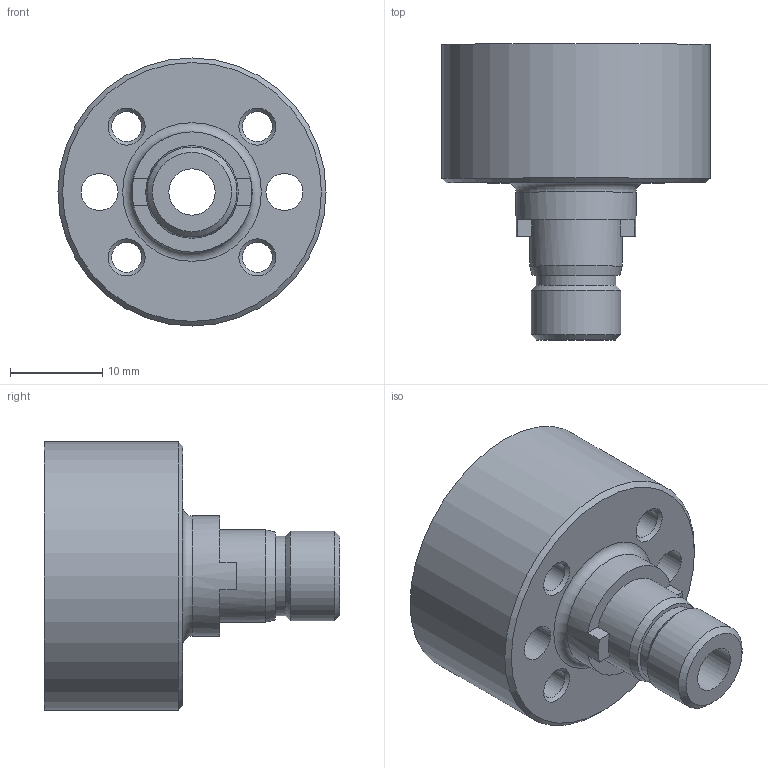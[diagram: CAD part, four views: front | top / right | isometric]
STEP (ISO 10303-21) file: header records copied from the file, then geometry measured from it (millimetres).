
FILE_DESCRIPTION(/* description */ ('STEP AP214'),/* implementation_level */ '2;1');
FILE_NAME(/* name */ '555424_DADG-AK-65',/* time_stamp */ '2024-08-12T16:34:29+02:00',/* author */ ('License CC BY-ND 4.0'),/* organization */ ('CADENAS'),/* preprocessor_version */ 'ST-DEVELOPER v19.3',/* originating_system */ 'PARTsolutions',/* authorisation */ ' ');
FILE_SCHEMA (('AUTOMOTIVE_DESIGN {1 0 10303 214 3 1 1}'));
Length unit declared in the file: millimetre
Products named in the file (2): 555424 DADG-AK-65; 719808 DADG-AK-65
Assembly tree (1 placements, depth 2):
  555424 DADG-AK-65
    719808 DADG-AK-65
Bounding box: 29 x 32 x 29 mm (x, y, z)
Volume: 9201.9 mm3; surface area: 4896.6 mm2
Topology: 1 solids, 1 shells, 55 faces, 125 edges, 76 vertices
Faces by surface type: plane 26, cylinder 14, cone 14, torus 1
Full cylindrical faces by diameter (mm): 3.242 x4, 4 x2, 5 x1, 8.566 x1, 9.73 x1, 10 x1, 13 x2, 13.4 x1, 29 x1
Entity records: 1441 total; most frequent: DIRECTION 260, CARTESIAN_POINT 223, ORIENTED_EDGE 186, AXIS2_PLACEMENT_3D 110, EDGE_LOOP 102, FACE_BOUND 102, EDGE_CURVE 93, VERTEX_POINT 73
